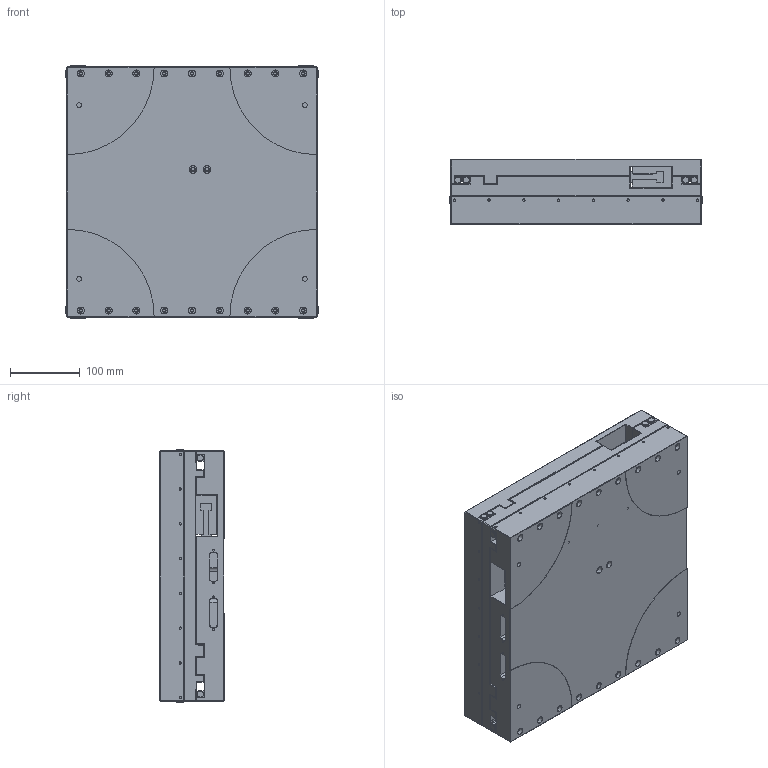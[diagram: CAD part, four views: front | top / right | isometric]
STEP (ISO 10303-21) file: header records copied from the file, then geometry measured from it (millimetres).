
FILE_DESCRIPTION (( 'STEP AP214' ), '1' );
FILE_NAME ('XY位移台-360-200.STEP', '2023-10-12T09:22:02', ( '微软用户' ), ( '微软中国' ), 'SwSTEP 2.0', 'SolidWorks 2020', '' );
FILE_SCHEMA (( 'AUTOMOTIVE_DESIGN' ));
Length unit declared in the file: millimetre
Products named in the file (1): XY弇痄怢-360-200
Bounding box: 364 x 93 x 364 mm (x, y, z)
Volume: 10047067.2 mm3; surface area: 1450888.5 mm2
Topology: 23 solids, 23 shells, 2626 faces, 6214 edges, 3940 vertices
Faces by surface type: cylinder 1192, plane 1063, cone 323, bspline 48
Entity records: 106871 total; most frequent: CARTESIAN_POINT 14558, DIRECTION 14023, ORIENTED_EDGE 12428, EDGE_CURVE 6214, AXIS2_PLACEMENT_3D 5387, VERTEX_POINT 3940, EDGE_LOOP 3286, LINE 3249
